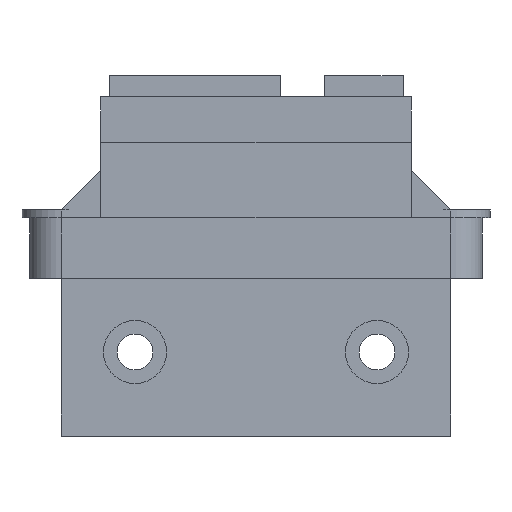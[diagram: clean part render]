
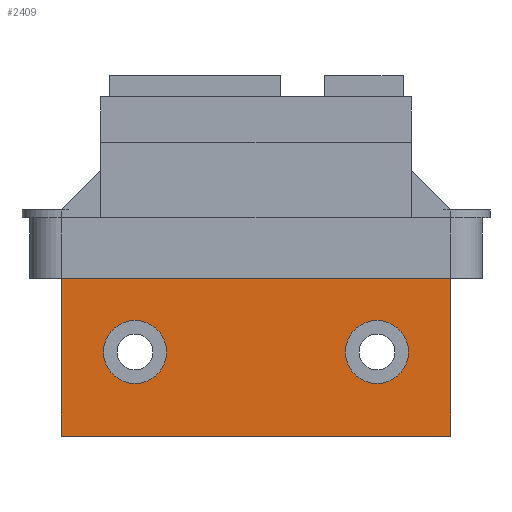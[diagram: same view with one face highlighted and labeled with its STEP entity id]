
A CAD part, front view. The second image highlights one B-rep face of the part: STEP entity #2409.
In plain terms, the highlighted planar face has unit normal (0, -1, 0).
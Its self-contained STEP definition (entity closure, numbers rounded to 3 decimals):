
#51=FACE_BOUND('',#356,.T.);
#52=FACE_BOUND('',#357,.T.);
#86=CIRCLE('',#2582,3.);
#87=CIRCLE('',#2583,3.);
#215=FACE_OUTER_BOUND('',#355,.T.);
#355=EDGE_LOOP('',(#2094,#2095,#2096,#2097));
#356=EDGE_LOOP('',(#2098));
#357=EDGE_LOOP('',(#2099));
#643=LINE('',#3851,#931);
#644=LINE('',#3854,#932);
#645=LINE('',#3856,#933);
#646=LINE('',#3857,#934);
#931=VECTOR('',#3155,10.);
#932=VECTOR('',#3158,10.);
#933=VECTOR('',#3159,10.);
#934=VECTOR('',#3160,10.);
#1146=VERTEX_POINT('',#3845);
#1148=VERTEX_POINT('',#3849);
#1149=VERTEX_POINT('',#3853);
#1150=VERTEX_POINT('',#3855);
#1151=VERTEX_POINT('',#3858);
#1152=VERTEX_POINT('',#3860);
#1469=EDGE_CURVE('',#1146,#1148,#643,.T.);
#1470=EDGE_CURVE('',#1149,#1148,#644,.T.);
#1471=EDGE_CURVE('',#1150,#1149,#645,.T.);
#1472=EDGE_CURVE('',#1150,#1146,#646,.T.);
#1473=EDGE_CURVE('',#1151,#1151,#86,.T.);
#1474=EDGE_CURVE('',#1152,#1152,#87,.T.);
#2094=ORIENTED_EDGE('',*,*,#1469,.T.);
#2095=ORIENTED_EDGE('',*,*,#1470,.F.);
#2096=ORIENTED_EDGE('',*,*,#1471,.F.);
#2097=ORIENTED_EDGE('',*,*,#1472,.T.);
#2098=ORIENTED_EDGE('',*,*,#1473,.T.);
#2099=ORIENTED_EDGE('',*,*,#1474,.T.);
#2289=PLANE('',#2581);
#2409=ADVANCED_FACE('',(#215,#51,#52),#2289,.T.);
#2581=AXIS2_PLACEMENT_3D('',#3852,#3156,#3157);
#2582=AXIS2_PLACEMENT_3D('',#3859,#3161,#3162);
#2583=AXIS2_PLACEMENT_3D('',#3861,#3163,#3164);
#3155=DIRECTION('',(1.,0.,0.));
#3156=DIRECTION('center_axis',(0.,-1.,0.));
#3157=DIRECTION('ref_axis',(-1.,0.,0.));
#3158=DIRECTION('',(0.,0.,-1.));
#3159=DIRECTION('',(1.,0.,0.));
#3160=DIRECTION('',(0.,0.,-1.));
#3161=DIRECTION('center_axis',(0.,1.,0.));
#3162=DIRECTION('ref_axis',(1.,0.,0.));
#3163=DIRECTION('center_axis',(0.,1.,0.));
#3164=DIRECTION('ref_axis',(1.,0.,0.));
#3845=CARTESIAN_POINT('',(-18.5,3.,-20.75));
#3849=CARTESIAN_POINT('',(18.5,3.,-20.75));
#3851=CARTESIAN_POINT('',(9.25,3.,-20.75));
#3852=CARTESIAN_POINT('Origin',(18.5,3.,-5.75));
#3853=CARTESIAN_POINT('',(18.5,3.,-5.75));
#3854=CARTESIAN_POINT('',(18.5,3.,-5.75));
#3855=CARTESIAN_POINT('',(-18.5,3.,-5.75));
#3856=CARTESIAN_POINT('',(9.25,3.,-5.75));
#3857=CARTESIAN_POINT('',(-18.5,3.,-5.75));
#3858=CARTESIAN_POINT('',(-14.5,3.,-12.75));
#3859=CARTESIAN_POINT('Origin',(-11.5,3.,-12.75));
#3860=CARTESIAN_POINT('',(8.5,3.,-12.75));
#3861=CARTESIAN_POINT('Origin',(11.5,3.,-12.75));
